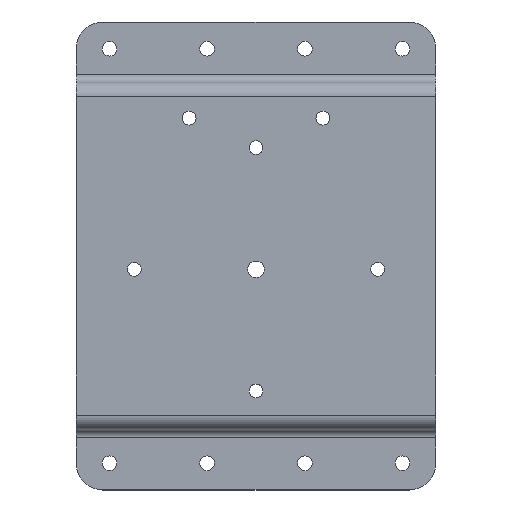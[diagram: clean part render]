
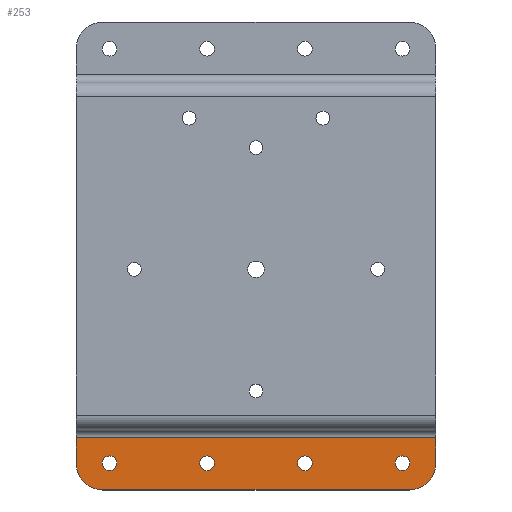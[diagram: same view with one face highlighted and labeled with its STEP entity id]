
A CAD part, top view. The second image highlights one B-rep face of the part: STEP entity #253.
In plain terms, the highlighted planar face has unit normal (0, 0, 1).
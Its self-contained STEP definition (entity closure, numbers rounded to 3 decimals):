
#9 = AXIS2_PLACEMENT_3D ( 'NONE', #2073, #1561, #308 ) ;
#20 = CARTESIAN_POINT ( 'NONE',  ( 134.5, -136., -30. ) ) ;
#21 = CIRCLE ( 'NONE', #842, 5.5 ) ;
#22 = CARTESIAN_POINT ( 'NONE',  ( -36.5, -155., -30. ) ) ;
#60 = FACE_BOUND ( 'NONE', #2234, .T. ) ;
#116 = DIRECTION ( 'NONE',  ( 0., 0., 1. ) ) ;
#140 = VECTOR ( 'NONE', #2220, 1000. ) ;
#155 = CARTESIAN_POINT ( 'NONE',  ( -109.5, -155., -30. ) ) ;
#200 = EDGE_CURVE ( 'NONE', #542, #2211, #1778, .T. ) ;
#205 = CIRCLE ( 'NONE', #1915, 5.5 ) ;
#210 = CARTESIAN_POINT ( 'NONE',  ( -104., -155., -30. ) ) ;
#242 = EDGE_CURVE ( 'NONE', #2060, #566, #685, .T. ) ;
#253 = ADVANCED_FACE ( 'NONE', ( #60, #1294, #489, #2067, #1624 ), #839, .F. ) ;
#258 = EDGE_CURVE ( 'NONE', #1854, #1074, #205, .T. ) ;
#269 = EDGE_CURVE ( 'NONE', #1983, #1201, #1149, .T. ) ;
#278 = AXIS2_PLACEMENT_3D ( 'NONE', #22, #1774, #1428 ) ;
#283 = VERTEX_POINT ( 'NONE', #2252 ) ;
#299 = VERTEX_POINT ( 'NONE', #1553 ) ;
#305 = CIRCLE ( 'NONE', #278, 5.5 ) ;
#308 = DIRECTION ( 'NONE',  ( 0., 1., 0. ) ) ;
#322 = DIRECTION ( 'NONE',  ( 0., 0., 1. ) ) ;
#323 = CARTESIAN_POINT ( 'NONE',  ( -115., -155., -30. ) ) ;
#352 = CARTESIAN_POINT ( 'NONE',  ( 36.5, -155., -30. ) ) ;
#360 = DIRECTION ( 'NONE',  ( 1., 0., 0. ) ) ;
#368 = EDGE_CURVE ( 'NONE', #2060, #1218, #2152, .T. ) ;
#389 = EDGE_CURVE ( 'NONE', #1036, #299, #1040, .T. ) ;
#489 = FACE_BOUND ( 'NONE', #2041, .T. ) ;
#490 = CARTESIAN_POINT ( 'NONE',  ( 134.5, -175., -30. ) ) ;
#506 = CIRCLE ( 'NONE', #1815, 5.5 ) ;
#517 = ORIENTED_EDGE ( 'NONE', *, *, #242, .F. ) ;
#528 = ORIENTED_EDGE ( 'NONE', *, *, #2191, .T. ) ;
#530 = DIRECTION ( 'NONE',  ( 0., 1., 0. ) ) ;
#542 = VERTEX_POINT ( 'NONE', #1683 ) ;
#558 = DIRECTION ( 'NONE',  ( 0., 0., 1. ) ) ;
#566 = VERTEX_POINT ( 'NONE', #1182 ) ;
#609 = VECTOR ( 'NONE', #2243, 1000. ) ;
#659 = EDGE_CURVE ( 'NONE', #1074, #1854, #1235, .T. ) ;
#685 = LINE ( 'NONE', #490, #609 ) ;
#686 = CARTESIAN_POINT ( 'NONE',  ( 109.5, -155., -30. ) ) ;
#715 = EDGE_CURVE ( 'NONE', #2170, #1558, #761, .T. ) ;
#717 = DIRECTION ( 'NONE',  ( 1., 0., 0. ) ) ;
#755 = DIRECTION ( 'NONE',  ( 0., 1., 0. ) ) ;
#761 = CIRCLE ( 'NONE', #1453, 5.5 ) ;
#839 = PLANE ( 'NONE',  #9 ) ;
#840 = CARTESIAN_POINT ( 'NONE',  ( -31., -155., -30. ) ) ;
#842 = AXIS2_PLACEMENT_3D ( 'NONE', #1596, #1759, #717 ) ;
#897 = DIRECTION ( 'NONE',  ( 0., 0., 1. ) ) ;
#936 = EDGE_CURVE ( 'NONE', #1218, #1983, #1351, .T. ) ;
#964 = ORIENTED_EDGE ( 'NONE', *, *, #936, .T. ) ;
#972 = ORIENTED_EDGE ( 'NONE', *, *, #1129, .T. ) ;
#1000 = ORIENTED_EDGE ( 'NONE', *, *, #368, .T. ) ;
#1036 = VERTEX_POINT ( 'NONE', #1472 ) ;
#1040 = CIRCLE ( 'NONE', #2144, 5.5 ) ;
#1046 = DIRECTION ( 'NONE',  ( 0., 0., 1. ) ) ;
#1074 = VERTEX_POINT ( 'NONE', #2176 ) ;
#1129 = EDGE_CURVE ( 'NONE', #1201, #283, #1932, .T. ) ;
#1149 = LINE ( 'NONE', #1363, #140 ) ;
#1161 = ORIENTED_EDGE ( 'NONE', *, *, #200, .F. ) ;
#1163 = CARTESIAN_POINT ( 'NONE',  ( -36.5, -155., -30. ) ) ;
#1182 = CARTESIAN_POINT ( 'NONE',  ( -114.5, -175., -30. ) ) ;
#1191 = DIRECTION ( 'NONE',  ( 1., 0., 0. ) ) ;
#1195 = CARTESIAN_POINT ( 'NONE',  ( 134.5, -155., -30. ) ) ;
#1201 = VERTEX_POINT ( 'NONE', #1734 ) ;
#1216 = DIRECTION ( 'NONE',  ( 0., 0., 1. ) ) ;
#1218 = VERTEX_POINT ( 'NONE', #1195 ) ;
#1229 = EDGE_CURVE ( 'NONE', #1558, #2170, #506, .T. ) ;
#1232 = EDGE_LOOP ( 'NONE', ( #964, #2014, #972, #528, #517, #1000 ) ) ;
#1235 = CIRCLE ( 'NONE', #2179, 5.5 ) ;
#1255 = ORIENTED_EDGE ( 'NONE', *, *, #1357, .F. ) ;
#1257 = DIRECTION ( 'NONE',  ( -1., 0., 0. ) ) ;
#1264 = DIRECTION ( 'NONE',  ( 0., 0., 1. ) ) ;
#1276 = VECTOR ( 'NONE', #1699, 1000. ) ;
#1294 = FACE_BOUND ( 'NONE', #1452, .T. ) ;
#1315 = EDGE_LOOP ( 'NONE', ( #1255, #1840 ) ) ;
#1332 = AXIS2_PLACEMENT_3D ( 'NONE', #1163, #1342, #1724 ) ;
#1342 = DIRECTION ( 'NONE',  ( 0., 0., 1. ) ) ;
#1349 = DIRECTION ( 'NONE',  ( 0., 1., 0. ) ) ;
#1351 = LINE ( 'NONE', #1635, #1761 ) ;
#1357 = EDGE_CURVE ( 'NONE', #299, #1036, #21, .T. ) ;
#1363 = CARTESIAN_POINT ( 'NONE',  ( -134.5, -136., -30. ) ) ;
#1365 = DIRECTION ( 'NONE',  ( 1., 0., 0. ) ) ;
#1366 = CIRCLE ( 'NONE', #1823, 20. ) ;
#1391 = DIRECTION ( 'NONE',  ( -1., 0., 0. ) ) ;
#1413 = ORIENTED_EDGE ( 'NONE', *, *, #258, .F. ) ;
#1428 = DIRECTION ( 'NONE',  ( -1., 0., 0. ) ) ;
#1452 = EDGE_LOOP ( 'NONE', ( #1550, #1161 ) ) ;
#1453 = AXIS2_PLACEMENT_3D ( 'NONE', #1779, #897, #1257 ) ;
#1472 = CARTESIAN_POINT ( 'NONE',  ( 31., -155., -30. ) ) ;
#1482 = AXIS2_PLACEMENT_3D ( 'NONE', #2112, #1264, #530 ) ;
#1506 = CARTESIAN_POINT ( 'NONE',  ( 114.5, -175., -30. ) ) ;
#1550 = ORIENTED_EDGE ( 'NONE', *, *, #1566, .F. ) ;
#1553 = CARTESIAN_POINT ( 'NONE',  ( 42., -155., -30. ) ) ;
#1558 = VERTEX_POINT ( 'NONE', #210 ) ;
#1561 = DIRECTION ( 'NONE',  ( 0., 0., -1. ) ) ;
#1566 = EDGE_CURVE ( 'NONE', #2211, #542, #305, .T. ) ;
#1596 = CARTESIAN_POINT ( 'NONE',  ( 36.5, -155., -30. ) ) ;
#1624 = FACE_OUTER_BOUND ( 'NONE', #1232, .T. ) ;
#1635 = CARTESIAN_POINT ( 'NONE',  ( 134.5, -125., -30. ) ) ;
#1683 = CARTESIAN_POINT ( 'NONE',  ( -42., -155., -30. ) ) ;
#1699 = DIRECTION ( 'NONE',  ( 0., -1., 0. ) ) ;
#1724 = DIRECTION ( 'NONE',  ( -1., 0., 0. ) ) ;
#1732 = ORIENTED_EDGE ( 'NONE', *, *, #715, .F. ) ;
#1734 = CARTESIAN_POINT ( 'NONE',  ( -134.5, -136., -30. ) ) ;
#1738 = CARTESIAN_POINT ( 'NONE',  ( 115., -155., -30. ) ) ;
#1759 = DIRECTION ( 'NONE',  ( 0., 0., 1. ) ) ;
#1761 = VECTOR ( 'NONE', #755, 1000. ) ;
#1774 = DIRECTION ( 'NONE',  ( 0., 0., 1. ) ) ;
#1778 = CIRCLE ( 'NONE', #1332, 5.5 ) ;
#1779 = CARTESIAN_POINT ( 'NONE',  ( -109.5, -155., -30. ) ) ;
#1815 = AXIS2_PLACEMENT_3D ( 'NONE', #155, #322, #1391 ) ;
#1823 = AXIS2_PLACEMENT_3D ( 'NONE', #2244, #1216, #1349 ) ;
#1840 = ORIENTED_EDGE ( 'NONE', *, *, #389, .F. ) ;
#1852 = CARTESIAN_POINT ( 'NONE',  ( -134.5, -125., -30. ) ) ;
#1854 = VERTEX_POINT ( 'NONE', #1738 ) ;
#1875 = ORIENTED_EDGE ( 'NONE', *, *, #659, .F. ) ;
#1899 = ORIENTED_EDGE ( 'NONE', *, *, #1229, .F. ) ;
#1915 = AXIS2_PLACEMENT_3D ( 'NONE', #686, #1046, #1191 ) ;
#1932 = LINE ( 'NONE', #1852, #1276 ) ;
#1983 = VERTEX_POINT ( 'NONE', #20 ) ;
#2014 = ORIENTED_EDGE ( 'NONE', *, *, #269, .T. ) ;
#2041 = EDGE_LOOP ( 'NONE', ( #1413, #1875 ) ) ;
#2060 = VERTEX_POINT ( 'NONE', #1506 ) ;
#2067 = FACE_BOUND ( 'NONE', #1315, .T. ) ;
#2073 = CARTESIAN_POINT ( 'NONE',  ( 134.5, -125., -30. ) ) ;
#2112 = CARTESIAN_POINT ( 'NONE',  ( 114.5, -155., -30. ) ) ;
#2144 = AXIS2_PLACEMENT_3D ( 'NONE', #352, #558, #360 ) ;
#2152 = CIRCLE ( 'NONE', #1482, 20. ) ;
#2170 = VERTEX_POINT ( 'NONE', #323 ) ;
#2176 = CARTESIAN_POINT ( 'NONE',  ( 104., -155., -30. ) ) ;
#2179 = AXIS2_PLACEMENT_3D ( 'NONE', #2231, #116, #1365 ) ;
#2191 = EDGE_CURVE ( 'NONE', #283, #566, #1366, .T. ) ;
#2211 = VERTEX_POINT ( 'NONE', #840 ) ;
#2220 = DIRECTION ( 'NONE',  ( -1., 0., 0. ) ) ;
#2231 = CARTESIAN_POINT ( 'NONE',  ( 109.5, -155., -30. ) ) ;
#2234 = EDGE_LOOP ( 'NONE', ( #1899, #1732 ) ) ;
#2243 = DIRECTION ( 'NONE',  ( -1., 0., 0. ) ) ;
#2244 = CARTESIAN_POINT ( 'NONE',  ( -114.5, -155., -30. ) ) ;
#2252 = CARTESIAN_POINT ( 'NONE',  ( -134.5, -155., -30. ) ) ;
